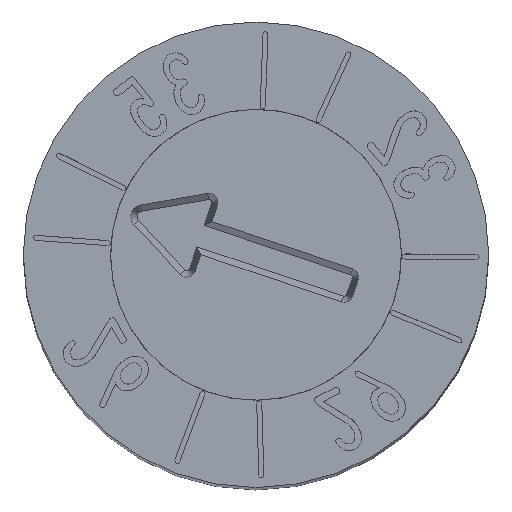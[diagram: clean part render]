
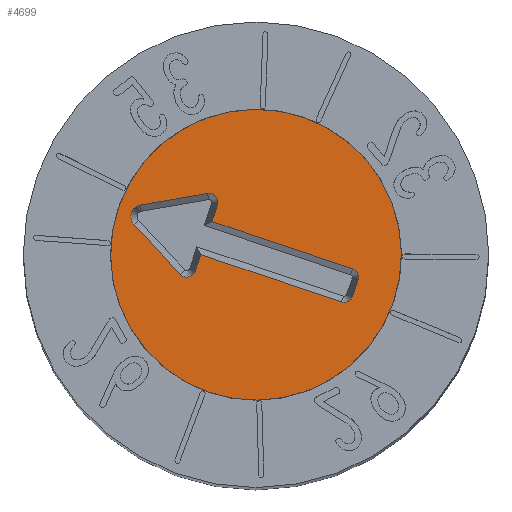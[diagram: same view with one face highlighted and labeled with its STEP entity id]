
A CAD part, top view. The second image highlights one B-rep face of the part: STEP entity #4699.
In plain terms, the highlighted planar face has unit normal (0, 0, 1).
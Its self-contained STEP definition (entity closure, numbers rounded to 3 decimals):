
#74=CIRCLE('',#4877,0.075);
#76=CIRCLE('',#4882,0.076);
#78=CIRCLE('',#4886,0.1);
#80=CIRCLE('',#4890,0.076);
#82=CIRCLE('',#4895,0.075);
#91=CIRCLE('',#4913,1.25);
#120=FACE_BOUND('',#740,.T.);
#200=PLANE('',#4914);
#457=FACE_OUTER_BOUND('',#739,.T.);
#739=EDGE_LOOP('',(#4258));
#740=EDGE_LOOP('',(#4259,#4260,#4261,#4262,#4263,#4264,#4265,#4266,#4267,
#4268,#4269,#4270));
#1058=LINE('',#8923,#1400);
#1061=LINE('',#8929,#1403);
#1065=LINE('',#8941,#1407);
#1069=LINE('',#8953,#1411);
#1073=LINE('',#8965,#1415);
#1076=LINE('',#8971,#1418);
#1080=LINE('',#8981,#1422);
#1400=VECTOR('',#5444,10.);
#1403=VECTOR('',#5449,10.);
#1407=VECTOR('',#5461,10.);
#1411=VECTOR('',#5473,10.);
#1415=VECTOR('',#5485,10.);
#1418=VECTOR('',#5490,10.);
#1422=VECTOR('',#5502,10.);
#2168=VERTEX_POINT('',#8914);
#2169=VERTEX_POINT('',#8916);
#2171=VERTEX_POINT('',#8922);
#2173=VERTEX_POINT('',#8928);
#2175=VERTEX_POINT('',#8934);
#2177=VERTEX_POINT('',#8940);
#2179=VERTEX_POINT('',#8946);
#2181=VERTEX_POINT('',#8952);
#2183=VERTEX_POINT('',#8958);
#2185=VERTEX_POINT('',#8964);
#2187=VERTEX_POINT('',#8970);
#2189=VERTEX_POINT('',#8976);
#2197=VERTEX_POINT('',#9008);
#2843=EDGE_CURVE('',#2169,#2168,#74,.T.);
#2846=EDGE_CURVE('',#2171,#2169,#1058,.T.);
#2849=EDGE_CURVE('',#2173,#2171,#1061,.T.);
#2852=EDGE_CURVE('',#2175,#2173,#76,.T.);
#2855=EDGE_CURVE('',#2177,#2175,#1065,.T.);
#2858=EDGE_CURVE('',#2179,#2177,#78,.T.);
#2861=EDGE_CURVE('',#2181,#2179,#1069,.T.);
#2864=EDGE_CURVE('',#2183,#2181,#80,.T.);
#2867=EDGE_CURVE('',#2185,#2183,#1073,.T.);
#2870=EDGE_CURVE('',#2187,#2185,#1076,.T.);
#2873=EDGE_CURVE('',#2189,#2187,#82,.T.);
#2876=EDGE_CURVE('',#2168,#2189,#1080,.T.);
#2888=EDGE_CURVE('',#2197,#2197,#91,.T.);
#4258=ORIENTED_EDGE('',*,*,#2888,.F.);
#4259=ORIENTED_EDGE('',*,*,#2843,.T.);
#4260=ORIENTED_EDGE('',*,*,#2876,.T.);
#4261=ORIENTED_EDGE('',*,*,#2873,.T.);
#4262=ORIENTED_EDGE('',*,*,#2870,.T.);
#4263=ORIENTED_EDGE('',*,*,#2867,.T.);
#4264=ORIENTED_EDGE('',*,*,#2864,.T.);
#4265=ORIENTED_EDGE('',*,*,#2861,.T.);
#4266=ORIENTED_EDGE('',*,*,#2858,.T.);
#4267=ORIENTED_EDGE('',*,*,#2855,.T.);
#4268=ORIENTED_EDGE('',*,*,#2852,.T.);
#4269=ORIENTED_EDGE('',*,*,#2849,.T.);
#4270=ORIENTED_EDGE('',*,*,#2846,.T.);
#4699=ADVANCED_FACE('',(#457,#120),#200,.F.);
#4877=AXIS2_PLACEMENT_3D('',#8917,#5438,#5439);
#4882=AXIS2_PLACEMENT_3D('',#8935,#5455,#5456);
#4886=AXIS2_PLACEMENT_3D('',#8947,#5467,#5468);
#4890=AXIS2_PLACEMENT_3D('',#8959,#5479,#5480);
#4895=AXIS2_PLACEMENT_3D('',#8977,#5496,#5497);
#4913=AXIS2_PLACEMENT_3D('',#9009,#5538,#5539);
#4914=AXIS2_PLACEMENT_3D('',#9011,#5541,#5542);
#5438=DIRECTION('center_axis',(0.,0.,-1.));
#5439=DIRECTION('ref_axis',(0.,-1.,0.));
#5444=DIRECTION('',(0.,1.,0.));
#5449=DIRECTION('',(1.,0.,0.));
#5455=DIRECTION('center_axis',(0.,0.,-1.));
#5456=DIRECTION('ref_axis',(0.,-1.,0.));
#5461=DIRECTION('',(-0.476,0.88,0.));
#5467=DIRECTION('center_axis',(0.,0.,-1.));
#5468=DIRECTION('ref_axis',(0.88,0.476,0.));
#5473=DIRECTION('',(-0.476,-0.88,0.));
#5479=DIRECTION('center_axis',(0.,0.,-1.));
#5480=DIRECTION('ref_axis',(-0.88,0.476,0.));
#5485=DIRECTION('',(1.,0.,0.));
#5490=DIRECTION('',(0.,-1.,0.));
#5496=DIRECTION('center_axis',(0.,0.,-1.));
#5497=DIRECTION('ref_axis',(-1.,0.,0.));
#5502=DIRECTION('',(1.,0.,0.));
#5538=DIRECTION('center_axis',(0.,0.,-1.));
#5539=DIRECTION('ref_axis',(-1.,0.,0.));
#5541=DIRECTION('center_axis',(0.,0.,-1.));
#5542=DIRECTION('ref_axis',(-1.,0.,0.));
#8914=CARTESIAN_POINT('',(-0.075,0.9,2.3));
#8916=CARTESIAN_POINT('',(-0.15,0.825,2.3));
#8917=CARTESIAN_POINT('Origin',(-0.075,0.825,2.3));
#8922=CARTESIAN_POINT('',(-0.15,-0.45,2.3));
#8923=CARTESIAN_POINT('',(-0.15,0.413,2.3));
#8928=CARTESIAN_POINT('',(-0.3,-0.45,2.3));
#8929=CARTESIAN_POINT('',(-0.075,-0.45,2.3));
#8934=CARTESIAN_POINT('',(-0.367,-0.562,2.3));
#8935=CARTESIAN_POINT('Origin',(-0.3,-0.526,2.3));
#8940=CARTESIAN_POINT('',(-0.088,-1.077,2.3));
#8941=CARTESIAN_POINT('',(-0.443,-0.421,2.3));
#8946=CARTESIAN_POINT('',(0.088,-1.077,2.3));
#8947=CARTESIAN_POINT('Origin',(0.,-1.03,
2.3));
#8952=CARTESIAN_POINT('',(0.367,-0.562,2.3));
#8953=CARTESIAN_POINT('',(0.303,-0.679,2.3));
#8958=CARTESIAN_POINT('',(0.3,-0.45,2.3));
#8959=CARTESIAN_POINT('Origin',(0.3,-0.526,2.3));
#8964=CARTESIAN_POINT('',(0.15,-0.45,2.3));
#8965=CARTESIAN_POINT('',(0.15,-0.45,2.3));
#8970=CARTESIAN_POINT('',(0.15,0.825,2.3));
#8971=CARTESIAN_POINT('',(0.15,-0.225,2.3));
#8976=CARTESIAN_POINT('',(0.075,0.9,2.3));
#8977=CARTESIAN_POINT('Origin',(0.075,0.825,2.3));
#8981=CARTESIAN_POINT('',(0.,0.9,2.3));
#9008=CARTESIAN_POINT('',(1.25,0.,2.3));
#9009=CARTESIAN_POINT('Origin',(0.,0.,2.3));
#9011=CARTESIAN_POINT('Origin',(0.,0.,2.3));
